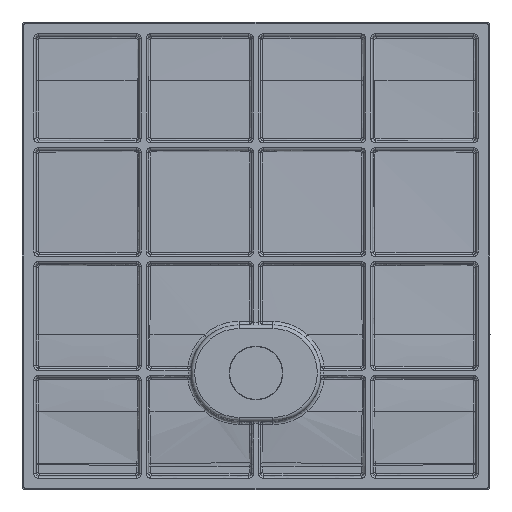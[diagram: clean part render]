
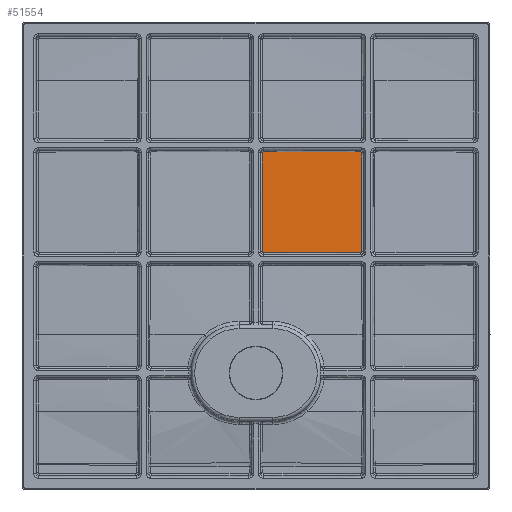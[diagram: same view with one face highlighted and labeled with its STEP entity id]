
A CAD part, front view. The second image highlights one B-rep face of the part: STEP entity #51554.
In plain terms, the highlighted free-form (B-spline) face has degree [3, 3] with [5, 4] control points.
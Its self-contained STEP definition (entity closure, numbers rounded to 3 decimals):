
#37496=CARTESIAN_POINT('',(10.94,-21.358,
376.213));
#37497=CARTESIAN_POINT('',(10.94,-21.356,
376.347));
#37498=CARTESIAN_POINT('',(10.967,-21.351,
376.606));
#37499=CARTESIAN_POINT('',(11.078,-21.345,
376.973));
#37500=CARTESIAN_POINT('',(11.26,-21.339,
377.316));
#37501=CARTESIAN_POINT('',(11.503,-21.333,
377.616));
#37502=CARTESIAN_POINT('',(11.799,-21.329,
377.864));
#37503=CARTESIAN_POINT('',(12.138,-21.325,
378.051));
#37504=CARTESIAN_POINT('',(12.524,-21.323,
378.173));
#37505=CARTESIAN_POINT('',(12.795,-21.322,
378.202));
#37506=CARTESIAN_POINT('',(12.935,-21.322,
378.202));
#37508=CARTESIAN_POINT('',(12.935,-21.322,
378.202));
#37509=CARTESIAN_POINT('',(31.838,-21.303,
378.2));
#37510=CARTESIAN_POINT('',(69.336,-21.182,
378.191));
#37511=CARTESIAN_POINT('',(124.658,-20.748,
378.156));
#37512=CARTESIAN_POINT('',(160.923,-20.288,
378.119));
#37513=CARTESIAN_POINT('',(178.902,-20.015,
378.097));
#37515=CARTESIAN_POINT('',(178.902,-20.015,
378.097));
#37516=CARTESIAN_POINT('',(179.036,-20.013,
378.097));
#37517=CARTESIAN_POINT('',(179.296,-20.01,
378.07));
#37518=CARTESIAN_POINT('',(179.663,-20.006,
377.959));
#37519=CARTESIAN_POINT('',(180.006,-20.003,
377.778));
#37520=CARTESIAN_POINT('',(180.306,-20.002,
377.535));
#37521=CARTESIAN_POINT('',(180.554,-20.002,
377.239));
#37522=CARTESIAN_POINT('',(180.741,-20.004,
376.901));
#37523=CARTESIAN_POINT('',(180.864,-20.008,
376.515));
#37524=CARTESIAN_POINT('',(180.893,-20.011,
376.245));
#37525=CARTESIAN_POINT('',(180.893,-20.013,
376.105));
#37527=CARTESIAN_POINT('',(180.893,-20.013,
376.105));
#37528=CARTESIAN_POINT('',(180.917,-20.314,
355.013));
#37529=CARTESIAN_POINT('',(180.963,-20.884,
314.398));
#37530=CARTESIAN_POINT('',(181.023,-21.654,
258.167));
#37531=CARTESIAN_POINT('',(181.059,-22.116,
223.808));
#37532=CARTESIAN_POINT('',(181.076,-22.335,
207.409));
#37534=CARTESIAN_POINT('',(181.076,-22.335,
207.409));
#37535=CARTESIAN_POINT('',(181.076,-22.337,
207.275));
#37536=CARTESIAN_POINT('',(181.05,-22.341,
207.014));
#37537=CARTESIAN_POINT('',(180.94,-22.348,
206.646));
#37538=CARTESIAN_POINT('',(180.76,-22.357,
206.302));
#37539=CARTESIAN_POINT('',(180.518,-22.367,
206.001));
#37540=CARTESIAN_POINT('',(180.223,-22.376,
205.752));
#37541=CARTESIAN_POINT('',(179.886,-22.386,
205.564));
#37542=CARTESIAN_POINT('',(179.501,-22.397,
205.44));
#37543=CARTESIAN_POINT('',(179.231,-22.403,
205.411));
#37544=CARTESIAN_POINT('',(179.091,-22.406,
205.411));
#37546=CARTESIAN_POINT('',(179.091,-22.406,
205.411));
#37547=CARTESIAN_POINT('',(160.801,-22.81,
205.373));
#37548=CARTESIAN_POINT('',(124.088,-23.49,
205.309));
#37549=CARTESIAN_POINT('',(68.615,-24.132,
205.249));
#37550=CARTESIAN_POINT('',(31.363,-24.31,
205.232));
#37551=CARTESIAN_POINT('',(12.67,-24.338,
205.23));
#37553=CARTESIAN_POINT('',(12.67,-24.338,
205.23));
#37554=CARTESIAN_POINT('',(12.536,-24.338,
205.23));
#37555=CARTESIAN_POINT('',(12.276,-24.338,
205.256));
#37556=CARTESIAN_POINT('',(11.908,-24.337,
205.367));
#37557=CARTESIAN_POINT('',(11.566,-24.334,
205.548));
#37558=CARTESIAN_POINT('',(11.265,-24.33,
205.791));
#37559=CARTESIAN_POINT('',(11.018,-24.325,
206.087));
#37560=CARTESIAN_POINT('',(10.831,-24.32,
206.426));
#37561=CARTESIAN_POINT('',(10.709,-24.313,
206.813));
#37562=CARTESIAN_POINT('',(10.681,-24.308,
207.084));
#37563=CARTESIAN_POINT('',(10.681,-24.306,
207.225));
#37565=CARTESIAN_POINT('',(10.681,-24.306,
207.225));
#37566=CARTESIAN_POINT('',(10.707,-24.012,
224.06));
#37567=CARTESIAN_POINT('',(10.756,-23.449,
256.353));
#37568=CARTESIAN_POINT('',(10.824,-22.676,
300.663));
#37569=CARTESIAN_POINT('',(10.886,-21.975,
340.845));
#37570=CARTESIAN_POINT('',(10.923,-21.556,
364.882));
#37571=CARTESIAN_POINT('',(10.94,-21.358,
376.213));
#43755=VERTEX_POINT('',#37496);
#43756=VERTEX_POINT('',#37506);
#43757=VERTEX_POINT('',#37513);
#43758=VERTEX_POINT('',#37525);
#43759=VERTEX_POINT('',#37532);
#43760=VERTEX_POINT('',#37544);
#43761=VERTEX_POINT('',#37551);
#43762=VERTEX_POINT('',#37563);
#51515=CARTESIAN_POINT('',(380.373,-15.437,
60.532));
#51516=CARTESIAN_POINT('',(380.228,-15.234,
208.474));
#51517=CARTESIAN_POINT('',(380.082,-15.029,
356.536));
#51518=CARTESIAN_POINT('',(379.851,-14.685,
504.374));
#51519=CARTESIAN_POINT('',(253.584,-23.051,
60.656));
#51520=CARTESIAN_POINT('',(253.457,-21.544,
208.603));
#51521=CARTESIAN_POINT('',(253.33,-20.035,
356.481));
#51522=CARTESIAN_POINT('',(253.236,-17.628,
504.577));
#51523=CARTESIAN_POINT('',(0.,-30.687,
60.862));
#51524=CARTESIAN_POINT('',(0.,-27.029,
208.815));
#51525=CARTESIAN_POINT('',(0.,-23.384,
356.238));
#51526=CARTESIAN_POINT('',(0.,-20.616,
504.622));
#51527=CARTESIAN_POINT('',(-253.584,-23.051,
60.656));
#51528=CARTESIAN_POINT('',(-253.458,-21.544,
208.603));
#51529=CARTESIAN_POINT('',(-253.331,-20.035,
356.481));
#51530=CARTESIAN_POINT('',(-253.236,-17.628,
504.577));
#51531=CARTESIAN_POINT('',(-380.373,-15.437,
60.532));
#51532=CARTESIAN_POINT('',(-380.228,-15.234,
208.474));
#51533=CARTESIAN_POINT('',(-380.083,-15.029,
356.536));
#51534=CARTESIAN_POINT('',(-379.852,-14.685,
504.374));
#51535=B_SPLINE_SURFACE_WITH_KNOTS('',3,3,((#51515,#51516,#51517,#51518),
(#51519,#51520,#51521,#51522),(#51523,#51524,#51525,#51526),(#51527,#51528,
#51529,#51530),(#51531,#51532,#51533,#51534)),.UNSPECIFIED.,.F.,.F.,.F.,(4,1,4),
(4,4),(0.026,0.5,0.974),(-0.008,
0.821),.UNSPECIFIED.);
#51537=ORIENTED_EDGE('',*,*,#51536,.T.);
#51539=ORIENTED_EDGE('',*,*,#51538,.T.);
#51541=ORIENTED_EDGE('',*,*,#51540,.T.);
#51543=ORIENTED_EDGE('',*,*,#51542,.T.);
#51545=ORIENTED_EDGE('',*,*,#51544,.T.);
#51547=ORIENTED_EDGE('',*,*,#51546,.T.);
#51549=ORIENTED_EDGE('',*,*,#51548,.T.);
#51551=ORIENTED_EDGE('',*,*,#51550,.T.);
#51552=EDGE_LOOP('',(#51537,#51539,#51541,#51543,#51545,#51547,#51549,#51551));
#51553=FACE_OUTER_BOUND('',#51552,.F.);
#37507=B_SPLINE_CURVE_WITH_KNOTS('',3,(#37496,#37497,#37498,#37499,#37500,
#37501,#37502,#37503,#37504,#37505,#37506),.UNSPECIFIED.,.F.,.F.,(4,1,1,1,1,1,1,
1,4),(0.,0.125,0.25,0.375,0.5,0.625,0.75,0.875,1.),
.UNSPECIFIED.);
#37514=B_SPLINE_CURVE_WITH_KNOTS('',3,(#37508,#37509,#37510,#37511,#37512,
#37513),.UNSPECIFIED.,.F.,.F.,(4,1,1,4),(0.,0.333,
0.667,1.),.UNSPECIFIED.);
#37526=B_SPLINE_CURVE_WITH_KNOTS('',3,(#37515,#37516,#37517,#37518,#37519,
#37520,#37521,#37522,#37523,#37524,#37525),.UNSPECIFIED.,.F.,.F.,(4,1,1,1,1,1,1,
1,4),(0.,0.125,0.25,0.375,0.5,0.625,0.75,0.875,1.),
.UNSPECIFIED.);
#37533=B_SPLINE_CURVE_WITH_KNOTS('',3,(#37527,#37528,#37529,#37530,#37531,
#37532),.UNSPECIFIED.,.F.,.F.,(4,1,1,4),(0.,0.333,
0.667,1.),.UNSPECIFIED.);
#37545=B_SPLINE_CURVE_WITH_KNOTS('',3,(#37534,#37535,#37536,#37537,#37538,
#37539,#37540,#37541,#37542,#37543,#37544),.UNSPECIFIED.,.F.,.F.,(4,1,1,1,1,1,1,
1,4),(0.,0.125,0.25,0.375,0.5,0.625,0.75,0.875,1.),
.UNSPECIFIED.);
#37552=B_SPLINE_CURVE_WITH_KNOTS('',3,(#37546,#37547,#37548,#37549,#37550,
#37551),.UNSPECIFIED.,.F.,.F.,(4,1,1,4),(0.,0.333,
0.667,1.),.UNSPECIFIED.);
#37564=B_SPLINE_CURVE_WITH_KNOTS('',3,(#37553,#37554,#37555,#37556,#37557,
#37558,#37559,#37560,#37561,#37562,#37563),.UNSPECIFIED.,.F.,.F.,(4,1,1,1,1,1,1,
1,4),(0.,0.125,0.25,0.375,0.5,0.625,0.75,0.875,1.),
.UNSPECIFIED.);
#37572=B_SPLINE_CURVE_WITH_KNOTS('',3,(#37565,#37566,#37567,#37568,#37569,
#37570,#37571),.UNSPECIFIED.,.F.,.F.,(4,1,1,1,4),(0.,0.25,0.5,0.75,
1.),.UNSPECIFIED.);
#51536=EDGE_CURVE('',#43755,#43756,#37507,.T.);
#51538=EDGE_CURVE('',#43756,#43757,#37514,.T.);
#51540=EDGE_CURVE('',#43757,#43758,#37526,.T.);
#51542=EDGE_CURVE('',#43758,#43759,#37533,.T.);
#51544=EDGE_CURVE('',#43759,#43760,#37545,.T.);
#51546=EDGE_CURVE('',#43760,#43761,#37552,.T.);
#51548=EDGE_CURVE('',#43761,#43762,#37564,.T.);
#51550=EDGE_CURVE('',#43762,#43755,#37572,.T.);
#51554=ADVANCED_FACE('',(#51553),#51535,.F.);
